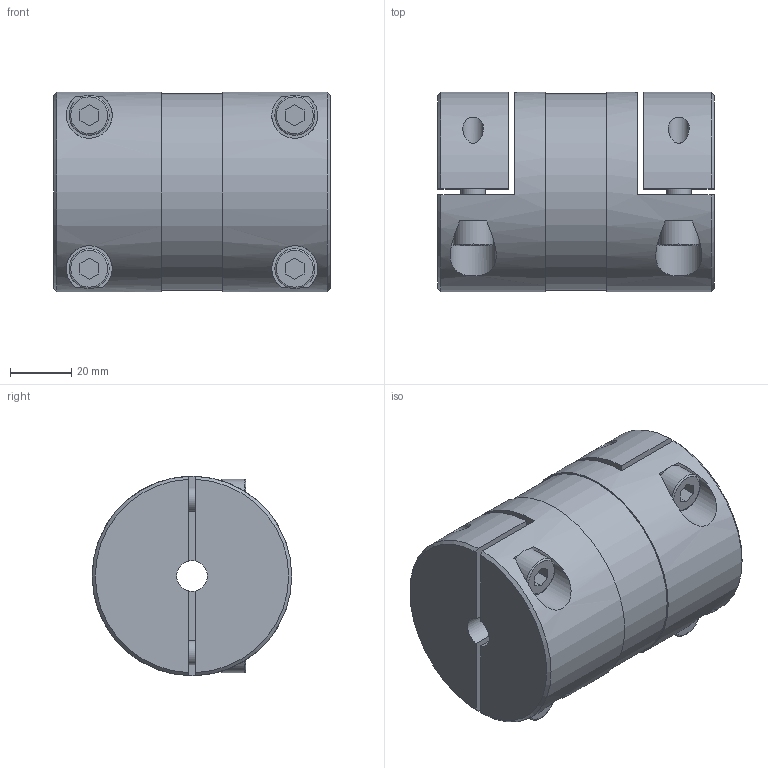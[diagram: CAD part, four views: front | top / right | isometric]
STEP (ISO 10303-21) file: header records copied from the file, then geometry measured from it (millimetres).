
FILE_DESCRIPTION( ( 'STEP AP203' ), '1' );
FILE_NAME( 'el_k_rnh_1060552810Isometric_15.stp', '2018-12-11T12:01:04', ( '' ), ( '' ), ' ', 'PARTsolutions', ' ' );
FILE_SCHEMA( ( 'CONFIG_CONTROL_DESIGN' ) );
Length unit declared in the file: millimetre
Products named in the file (4): el_k_rnh_1060552810; _k_rnh_1060552810; _hsch_rnh_1060552810; _zschr_rnh_60552810
Assembly tree (7 placements, depth 2):
  el_k_rnh_1060552810
    _k_rnh_1060552810
    _hsch_rnh_1060552810  x2
    _zschr_rnh_60552810  x4
Bounding box: 90 x 65 x 65 mm (x, y, z)
Volume: 272738.3 mm3; surface area: 46173.8 mm2
Topology: 7 solids, 7 shells, 102 faces, 222 edges, 146 vertices
Faces by surface type: plane 62, cylinder 28, cone 8, torus 4
Full cylindrical faces by diameter (mm): 6.8 x4, 8 x4, 9 x4, 10 x1, 13 x4, 64 x1, 65 x2
Entity records: 1907 total; most frequent: CARTESIAN_POINT 636, DIRECTION 242, ORIENTED_EDGE 194, AXIS2_PLACEMENT_3D 98, EDGE_CURVE 97, EDGE_LOOP 85, VERTEX_POINT 72, FACE_OUTER_BOUND 64
